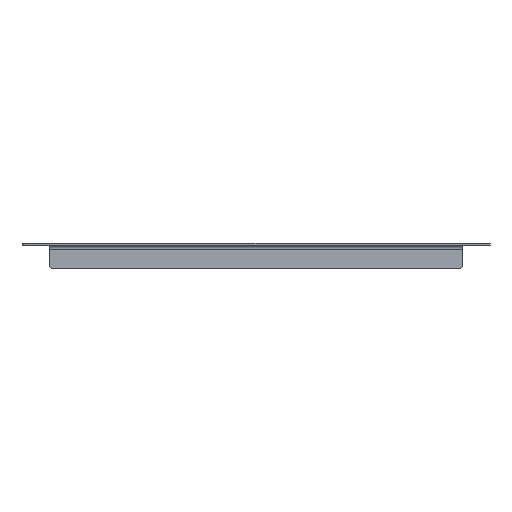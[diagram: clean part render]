
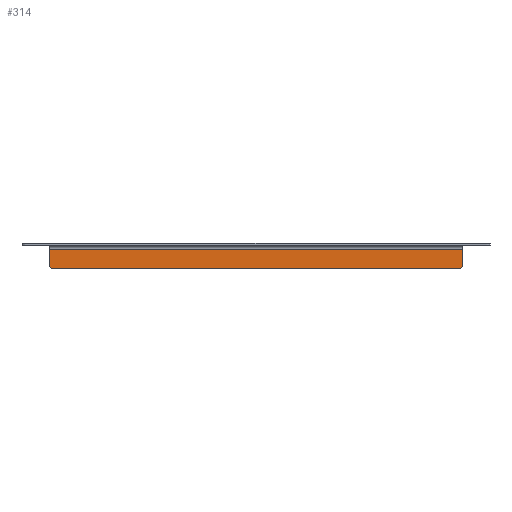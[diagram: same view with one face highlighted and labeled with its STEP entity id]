
A CAD part, front view. The second image highlights one B-rep face of the part: STEP entity #314.
In plain terms, the highlighted planar face has unit normal (0, -1, 0).
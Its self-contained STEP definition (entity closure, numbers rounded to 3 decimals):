
#314=ADVANCED_FACE('',(#659),#661,.F.);
#659=FACE_BOUND('',#660,.T.);
#660=EDGE_LOOP('',(#901,#902,#903,#904,#905,#906));
#661=PLANE('',#662);
#662=AXIS2_PLACEMENT_3D('',#663,#664,#665);
#663=CARTESIAN_POINT('',(0.,-103.,-38.23));
#664=DIRECTION('',(0.,1.,0.));
#665=DIRECTION('',(-1.,0.,0.));
#901=ORIENTED_EDGE('',*,*,#1050,.F.);
#902=ORIENTED_EDGE('',*,*,#1049,.F.);
#903=ORIENTED_EDGE('',*,*,#1036,.F.);
#904=ORIENTED_EDGE('',*,*,#1040,.F.);
#905=ORIENTED_EDGE('',*,*,#1051,.F.);
#906=ORIENTED_EDGE('',*,*,#1052,.F.);
#1036=EDGE_CURVE('',#1200,#1201,#1202,.T.);
#1040=EDGE_CURVE('',#1205,#1200,#1208,.T.);
#1049=EDGE_CURVE('',#1201,#1218,#1221,.T.);
#1050=EDGE_CURVE('',#1218,#1222,#1223,.F.);
#1051=EDGE_CURVE('',#1224,#1205,#1225,.F.);
#1052=EDGE_CURVE('',#1222,#1224,#1226,.T.);
#1200=VERTEX_POINT('',#1580);
#1201=VERTEX_POINT('',#1581);
#1202=LINE('',#1582,#1583);
#1205=VERTEX_POINT('',#1593);
#1208=LINE('',#1598,#1599);
#1218=VERTEX_POINT('',#1624);
#1221=LINE('',#1631,#1632);
#1222=VERTEX_POINT('',#1634);
#1223=CIRCLE('',#1635,2.);
#1224=VERTEX_POINT('',#1639);
#1225=CIRCLE('',#1640,2.);
#1226=LINE('',#1644,#1645);
#1580=CARTESIAN_POINT('',(-106.,-103.,63.));
#1581=CARTESIAN_POINT('',(106.,-103.,63.));
#1582=CARTESIAN_POINT('',(-106.,-103.,63.));
#1583=VECTOR('',#1584,1.);
#1584=DIRECTION('',(1.,0.,0.));
#1593=CARTESIAN_POINT('',(-106.,-103.,55.));
#1598=CARTESIAN_POINT('',(-106.,-103.,55.));
#1599=VECTOR('',#1600,1.);
#1600=DIRECTION('',(0.,0.,1.));
#1624=CARTESIAN_POINT('',(106.,-103.,55.));
#1631=CARTESIAN_POINT('',(106.,-103.,63.));
#1632=VECTOR('',#1633,1.);
#1633=DIRECTION('',(0.,0.,-1.));
#1634=CARTESIAN_POINT('',(104.,-103.,53.));
#1635=AXIS2_PLACEMENT_3D('',#1636,#1637,#1638);
#1636=CARTESIAN_POINT('',(104.,-103.,55.));
#1637=DIRECTION('',(0.,-1.,0.));
#1638=DIRECTION('',(0.,0.,-1.));
#1639=CARTESIAN_POINT('',(-104.,-103.,53.));
#1640=AXIS2_PLACEMENT_3D('',#1641,#1642,#1643);
#1641=CARTESIAN_POINT('',(-104.,-103.,55.));
#1642=DIRECTION('',(0.,-1.,0.));
#1643=DIRECTION('',(-1.,0.,0.));
#1644=CARTESIAN_POINT('',(104.,-103.,53.));
#1645=VECTOR('',#1646,1.);
#1646=DIRECTION('',(-1.,0.,0.));
